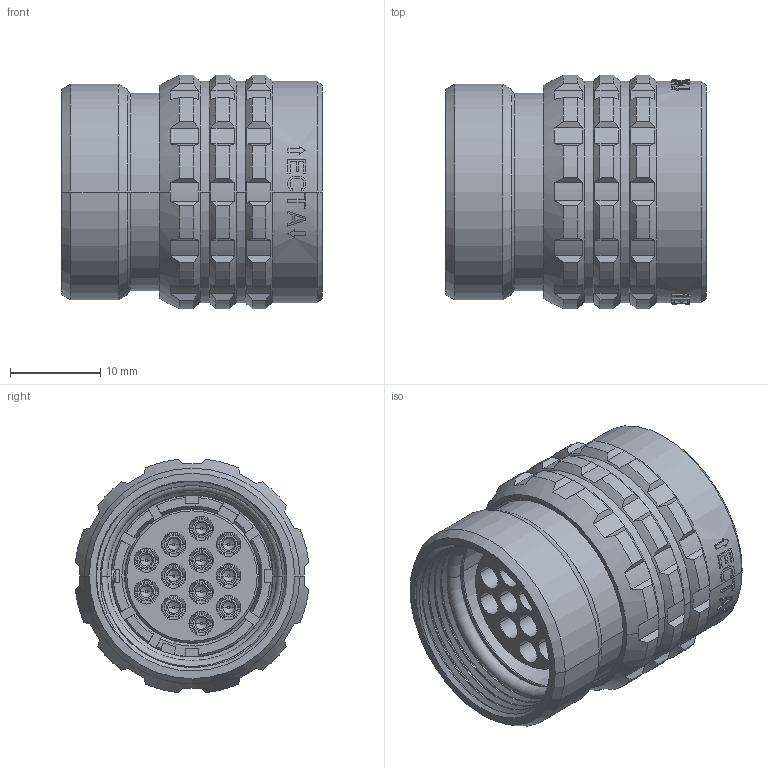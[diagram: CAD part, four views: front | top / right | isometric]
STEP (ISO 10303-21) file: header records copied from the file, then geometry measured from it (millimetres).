
FILE_DESCRIPTION((''),'2;1');
FILE_NAME('1332M212MS','2024-07-26T10:25:31',('paultorloting'),('NET AG system integration'),'CREO PARAMETRIC BY PTC INC, 2021404','CREO PARAMETRIC BY PTC INC, 2021404','');
FILE_SCHEMA(('AUTOMOTIVE_DESIGN { 1 0 10303 214 1 1 1 1 }'));
Length unit declared in the file: millimetre
Products named in the file (1): 1332M212MS
Bounding box: 28.8 x 25.82 x 25.82 mm (x, y, z)
Volume: 7988.4 mm3; surface area: 8848.5 mm2
Topology: 1 solids, 3 shells, 2102 faces, 5755 edges, 3752 vertices
Faces by surface type: plane 1055, cylinder 677, cone 165, bspline 102, torus 95, sphere 8
Entity records: 99318 total; most frequent: CARTESIAN_POINT 32257, ORIENTED_EDGE 11494, DIRECTION 10459, EDGE_CURVE 5747, AXIS2_PLACEMENT_3D 3863, VERTEX_POINT 3752, VECTOR 2730, LINE 2730
